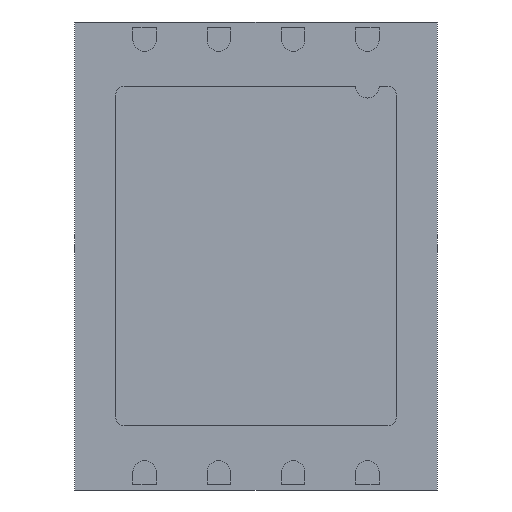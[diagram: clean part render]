
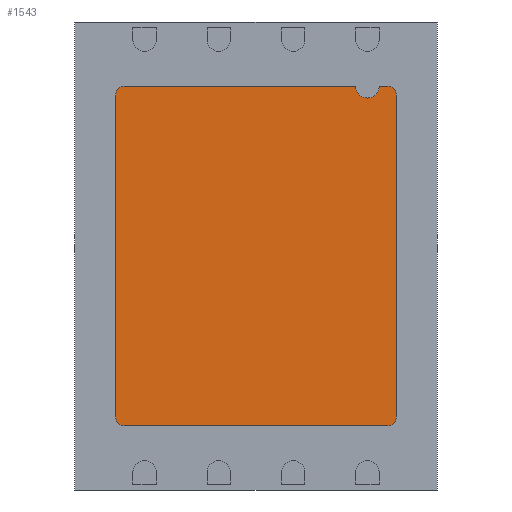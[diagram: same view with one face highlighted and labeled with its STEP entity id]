
A CAD part, front view. The second image highlights one B-rep face of the part: STEP entity #1543.
In plain terms, the highlighted planar face has unit normal (0, -1, 0).
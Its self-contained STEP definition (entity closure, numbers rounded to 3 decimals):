
#14 = CIRCLE ( 'NONE', #562, 0.15 ) ;
#25 = EDGE_CURVE ( 'NONE', #4256, #3625, #14, .T. ) ;
#34 = CARTESIAN_POINT ( 'NONE',  ( 2.25, -0.01, -2.9 ) ) ;
#151 = CARTESIAN_POINT ( 'NONE',  ( -2.25, -0.01, 2.9 ) ) ;
#327 = CIRCLE ( 'NONE', #1069, 0.15 ) ;
#424 = AXIS2_PLACEMENT_3D ( 'NONE', #3612, #1773, #4797 ) ;
#509 = LINE ( 'NONE', #4142, #4342 ) ;
#538 = DIRECTION ( 'NONE',  ( 0., 1., 0. ) ) ;
#562 = AXIS2_PLACEMENT_3D ( 'NONE', #4971, #538, #1001 ) ;
#574 = DIRECTION ( 'NONE',  ( 0., 1., 0. ) ) ;
#617 = EDGE_CURVE ( 'NONE', #1323, #4256, #3606, .T. ) ;
#770 = DIRECTION ( 'NONE',  ( 0., 0., 1. ) ) ;
#771 = DIRECTION ( 'NONE',  ( 0., 1., 0. ) ) ;
#887 = DIRECTION ( 'NONE',  ( 0., 0., 1. ) ) ;
#966 = VECTOR ( 'NONE', #2763, 1000. ) ;
#1001 = DIRECTION ( 'NONE',  ( 0., 0., 1. ) ) ;
#1009 = CARTESIAN_POINT ( 'NONE',  ( -2.25, -0.01, -2.75 ) ) ;
#1069 = AXIS2_PLACEMENT_3D ( 'NONE', #4730, #771, #887 ) ;
#1196 = VERTEX_POINT ( 'NONE', #34 ) ;
#1245 = VERTEX_POINT ( 'NONE', #151 ) ;
#1323 = VERTEX_POINT ( 'NONE', #5365 ) ;
#1343 = EDGE_CURVE ( 'NONE', #1196, #5024, #509, .T. ) ;
#1414 = DIRECTION ( 'NONE',  ( 1., 0., 0. ) ) ;
#1437 = DIRECTION ( 'NONE',  ( 1., 0., 0. ) ) ;
#1474 = ORIENTED_EDGE ( 'NONE', *, *, #617, .F. ) ;
#1543 = ADVANCED_FACE ( 'NONE', ( #5192 ), #2808, .F. ) ;
#1570 = CARTESIAN_POINT ( 'NONE',  ( -2.4, -0.01, 2.75 ) ) ;
#1671 = CARTESIAN_POINT ( 'NONE',  ( 2.4, -0.01, 2.75 ) ) ;
#1692 = EDGE_CURVE ( 'NONE', #3625, #2295, #5457, .T. ) ;
#1719 = CARTESIAN_POINT ( 'NONE',  ( 1.705, -0.01, 2.9 ) ) ;
#1773 = DIRECTION ( 'NONE',  ( 0., 1., 0. ) ) ;
#1900 = CARTESIAN_POINT ( 'NONE',  ( 2.25, -0.01, 2.9 ) ) ;
#2047 = VECTOR ( 'NONE', #2863, 1000. ) ;
#2049 = EDGE_CURVE ( 'NONE', #5541, #1245, #4170, .T. ) ;
#2086 = CARTESIAN_POINT ( 'NONE',  ( -2.25, -0.01, -2.9 ) ) ;
#2231 = EDGE_CURVE ( 'NONE', #3211, #5541, #5028, .T. ) ;
#2295 = VERTEX_POINT ( 'NONE', #5278 ) ;
#2317 = VECTOR ( 'NONE', #3206, 1000. ) ;
#2433 = AXIS2_PLACEMENT_3D ( 'NONE', #1009, #574, #770 ) ;
#2511 = CARTESIAN_POINT ( 'NONE',  ( -2.4, -0.01, 2.75 ) ) ;
#2515 = AXIS2_PLACEMENT_3D ( 'NONE', #4559, #3601, #4440 ) ;
#2647 = CIRCLE ( 'NONE', #424, 0.2 ) ;
#2657 = EDGE_CURVE ( 'NONE', #5024, #3211, #3461, .T. ) ;
#2730 = ORIENTED_EDGE ( 'NONE', *, *, #4907, .T. ) ;
#2763 = DIRECTION ( 'NONE',  ( 1., 0., 0. ) ) ;
#2808 = PLANE ( 'NONE',  #3280 ) ;
#2855 = ORIENTED_EDGE ( 'NONE', *, *, #2231, .F. ) ;
#2863 = DIRECTION ( 'NONE',  ( 0., 0., 1. ) ) ;
#3171 = CARTESIAN_POINT ( 'NONE',  ( 2.4, -0.01, 2.75 ) ) ;
#3206 = DIRECTION ( 'NONE',  ( 0., 0., -1. ) ) ;
#3211 = VERTEX_POINT ( 'NONE', #3529 ) ;
#3280 = AXIS2_PLACEMENT_3D ( 'NONE', #5393, #4965, #1437 ) ;
#3326 = ORIENTED_EDGE ( 'NONE', *, *, #2049, .F. ) ;
#3461 = CIRCLE ( 'NONE', #2433, 0.15 ) ;
#3529 = CARTESIAN_POINT ( 'NONE',  ( -2.4, -0.01, -2.75 ) ) ;
#3601 = DIRECTION ( 'NONE',  ( 0., 1., 0. ) ) ;
#3606 = LINE ( 'NONE', #4888, #4920 ) ;
#3612 = CARTESIAN_POINT ( 'NONE',  ( 1.905, -0.01, 2.9 ) ) ;
#3625 = VERTEX_POINT ( 'NONE', #1671 ) ;
#3687 = CARTESIAN_POINT ( 'NONE',  ( 2.25, -0.01, 2.9 ) ) ;
#3851 = LINE ( 'NONE', #1900, #966 ) ;
#3959 = EDGE_LOOP ( 'NONE', ( #2730, #5429, #3326, #2855, #5549, #5634, #5524, #4748, #5693, #1474 ) ) ;
#4142 = CARTESIAN_POINT ( 'NONE',  ( 2.25, -0.01, -2.9 ) ) ;
#4170 = CIRCLE ( 'NONE', #2515, 0.15 ) ;
#4256 = VERTEX_POINT ( 'NONE', #3687 ) ;
#4342 = VECTOR ( 'NONE', #5338, 1000. ) ;
#4440 = DIRECTION ( 'NONE',  ( 0., 0., 1. ) ) ;
#4559 = CARTESIAN_POINT ( 'NONE',  ( -2.25, -0.01, 2.75 ) ) ;
#4730 = CARTESIAN_POINT ( 'NONE',  ( 2.25, -0.01, -2.75 ) ) ;
#4748 = ORIENTED_EDGE ( 'NONE', *, *, #1692, .F. ) ;
#4797 = DIRECTION ( 'NONE',  ( 0., 0., 1. ) ) ;
#4888 = CARTESIAN_POINT ( 'NONE',  ( 2.25, -0.01, 2.9 ) ) ;
#4907 = EDGE_CURVE ( 'NONE', #1323, #5596, #2647, .T. ) ;
#4920 = VECTOR ( 'NONE', #1414, 1000. ) ;
#4965 = DIRECTION ( 'NONE',  ( 0., 1., 0. ) ) ;
#4971 = CARTESIAN_POINT ( 'NONE',  ( 2.25, -0.01, 2.75 ) ) ;
#5024 = VERTEX_POINT ( 'NONE', #2086 ) ;
#5028 = LINE ( 'NONE', #1570, #2047 ) ;
#5059 = EDGE_CURVE ( 'NONE', #1245, #5596, #3851, .T. ) ;
#5134 = EDGE_CURVE ( 'NONE', #2295, #1196, #327, .T. ) ;
#5192 = FACE_OUTER_BOUND ( 'NONE', #3959, .T. ) ;
#5278 = CARTESIAN_POINT ( 'NONE',  ( 2.4, -0.01, -2.75 ) ) ;
#5338 = DIRECTION ( 'NONE',  ( -1., 0., 0. ) ) ;
#5365 = CARTESIAN_POINT ( 'NONE',  ( 2.105, -0.01, 2.9 ) ) ;
#5393 = CARTESIAN_POINT ( 'NONE',  ( 1.905, -0.01, 2.9 ) ) ;
#5429 = ORIENTED_EDGE ( 'NONE', *, *, #5059, .F. ) ;
#5457 = LINE ( 'NONE', #3171, #2317 ) ;
#5524 = ORIENTED_EDGE ( 'NONE', *, *, #5134, .F. ) ;
#5541 = VERTEX_POINT ( 'NONE', #2511 ) ;
#5549 = ORIENTED_EDGE ( 'NONE', *, *, #2657, .F. ) ;
#5596 = VERTEX_POINT ( 'NONE', #1719 ) ;
#5634 = ORIENTED_EDGE ( 'NONE', *, *, #1343, .F. ) ;
#5693 = ORIENTED_EDGE ( 'NONE', *, *, #25, .F. ) ;
